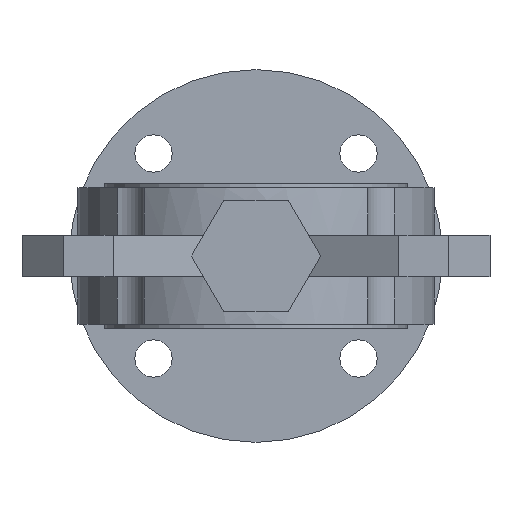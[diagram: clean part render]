
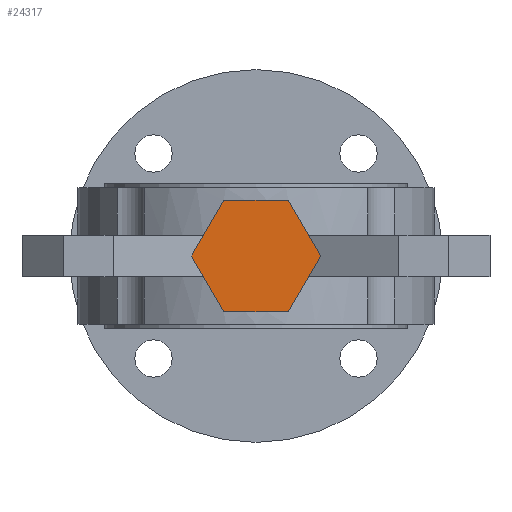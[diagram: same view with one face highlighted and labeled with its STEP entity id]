
A CAD part, front view. The second image highlights one B-rep face of the part: STEP entity #24317.
In plain terms, the highlighted planar face has unit normal (0, -1, 0).
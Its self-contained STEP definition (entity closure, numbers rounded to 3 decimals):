
#27 = CARTESIAN_POINT ( 'NONE',  ( 0., -53.2, 0. ) ) ;
#49 = CARTESIAN_POINT ( 'NONE',  ( 15.588, -53.2, 0. ) ) ;
#477 = EDGE_CURVE ( 'NONE', #7772, #8559, #22170, .T. ) ;
#2489 = VECTOR ( 'NONE', #20155, 1000. ) ;
#3688 = DIRECTION ( 'NONE',  ( 0., 0., 1. ) ) ;
#3894 = EDGE_CURVE ( 'NONE', #10228, #11458, #8197, .T. ) ;
#3950 = LINE ( 'NONE', #49, #23384 ) ;
#6420 = LINE ( 'NONE', #22002, #21159 ) ;
#6614 = CARTESIAN_POINT ( 'NONE',  ( -7.794, -53.2, 13.5 ) ) ;
#7739 = DIRECTION ( 'NONE',  ( -1., 0., 0. ) ) ;
#7772 = VERTEX_POINT ( 'NONE', #19373 ) ;
#7810 = DIRECTION ( 'NONE',  ( 0.5, 0., 0.866 ) ) ;
#7841 = DIRECTION ( 'NONE',  ( -0.5, 0., -0.866 ) ) ;
#8197 = LINE ( 'NONE', #18803, #22607 ) ;
#8559 = VERTEX_POINT ( 'NONE', #20472 ) ;
#9830 = AXIS2_PLACEMENT_3D ( 'NONE', #27, #22309, #3688 ) ;
#10228 = VERTEX_POINT ( 'NONE', #6614 ) ;
#10248 = EDGE_CURVE ( 'NONE', #11458, #21104, #6420, .T. ) ;
#10397 = DIRECTION ( 'NONE',  ( 0.5, 0., -0.866 ) ) ;
#11458 = VERTEX_POINT ( 'NONE', #17607 ) ;
#12004 = VERTEX_POINT ( 'NONE', #16275 ) ;
#13280 = CARTESIAN_POINT ( 'NONE',  ( 15.588, -53.2, 0. ) ) ;
#13947 = EDGE_CURVE ( 'NONE', #21104, #7772, #3950, .T. ) ;
#14001 = LINE ( 'NONE', #18305, #2489 ) ;
#14955 = ORIENTED_EDGE ( 'NONE', *, *, #3894, .F. ) ;
#15173 = PLANE ( 'NONE',  #9830 ) ;
#15193 = ORIENTED_EDGE ( 'NONE', *, *, #477, .F. ) ;
#16275 = CARTESIAN_POINT ( 'NONE',  ( -15.588, -53.2, 0. ) ) ;
#16783 = VECTOR ( 'NONE', #7810, 1000. ) ;
#17022 = DIRECTION ( 'NONE',  ( 1., 0., 0. ) ) ;
#17205 = VECTOR ( 'NONE', #7739, 1000. ) ;
#17224 = CARTESIAN_POINT ( 'NONE',  ( -15.588, -53.2, 0. ) ) ;
#17469 = ORIENTED_EDGE ( 'NONE', *, *, #10248, .F. ) ;
#17607 = CARTESIAN_POINT ( 'NONE',  ( 7.794, -53.2, 13.5 ) ) ;
#18154 = ORIENTED_EDGE ( 'NONE', *, *, #19879, .F. ) ;
#18305 = CARTESIAN_POINT ( 'NONE',  ( -7.794, -53.2, -13.5 ) ) ;
#18762 = ORIENTED_EDGE ( 'NONE', *, *, #22672, .F. ) ;
#18803 = CARTESIAN_POINT ( 'NONE',  ( -7.794, -53.2, 13.5 ) ) ;
#19373 = CARTESIAN_POINT ( 'NONE',  ( 7.794, -53.2, -13.5 ) ) ;
#19879 = EDGE_CURVE ( 'NONE', #8559, #12004, #14001, .T. ) ;
#20155 = DIRECTION ( 'NONE',  ( -0.5, 0., 0.866 ) ) ;
#20472 = CARTESIAN_POINT ( 'NONE',  ( -7.794, -53.2, -13.5 ) ) ;
#21104 = VERTEX_POINT ( 'NONE', #13280 ) ;
#21159 = VECTOR ( 'NONE', #10397, 1000. ) ;
#21930 = EDGE_LOOP ( 'NONE', ( #17469, #14955, #18762, #18154, #15193, #24270 ) ) ;
#22002 = CARTESIAN_POINT ( 'NONE',  ( 7.794, -53.2, 13.5 ) ) ;
#22170 = LINE ( 'NONE', #22632, #17205 ) ;
#22309 = DIRECTION ( 'NONE',  ( 0., 1., 0. ) ) ;
#22607 = VECTOR ( 'NONE', #17022, 1000. ) ;
#22632 = CARTESIAN_POINT ( 'NONE',  ( 7.794, -53.2, -13.5 ) ) ;
#22672 = EDGE_CURVE ( 'NONE', #12004, #10228, #23173, .T. ) ;
#23025 = FACE_OUTER_BOUND ( 'NONE', #21930, .T. ) ;
#23173 = LINE ( 'NONE', #17224, #16783 ) ;
#23384 = VECTOR ( 'NONE', #7841, 1000. ) ;
#24270 = ORIENTED_EDGE ( 'NONE', *, *, #13947, .F. ) ;
#24317 = ADVANCED_FACE ( 'NONE', ( #23025 ), #15173, .F. ) ;
